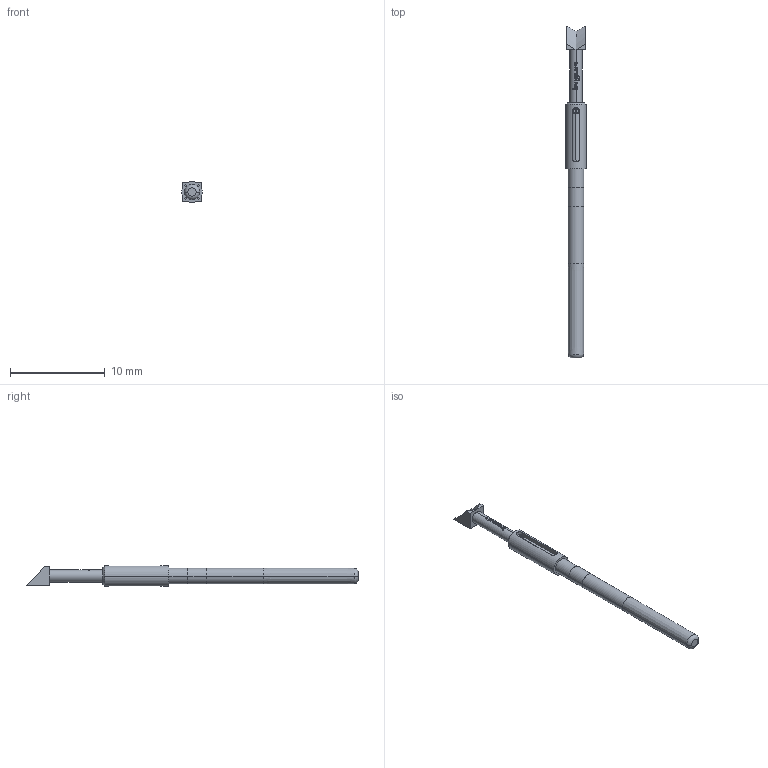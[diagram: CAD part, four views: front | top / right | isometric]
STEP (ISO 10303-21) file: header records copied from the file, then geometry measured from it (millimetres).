
FILE_DESCRIPTION (( 'STEP AP203' ), '1' );
FILE_NAME ('INGUN_GKS-710_226_200_A_xx07_S.STEP', '2021-12-20T09:31:17', ( 'ochi' ), ( '' ), 'SwSTEP 2.0', 'SolidWorks 2018', '' );
FILE_SCHEMA (( 'CONFIG_CONTROL_DESIGN' ));
Length unit declared in the file: millimetre
Products named in the file (1): INGUN_GKS-710_226_200_A_xx07_S
Bounding box: 2.2 x 35.1 x 2.2 mm (x, y, z)
Volume: 77.3 mm3; surface area: 211.6 mm2
Topology: 1 solids, 1 shells, 132 faces, 351 edges, 230 vertices
Faces by surface type: plane 63, cylinder 33, bspline 24, cone 10, torus 2
Entity records: 4531 total; most frequent: CARTESIAN_POINT 1359, ORIENTED_EDGE 702, DIRECTION 562, EDGE_CURVE 351, VERTEX_POINT 230, AXIS2_PLACEMENT_3D 211, EDGE_LOOP 141, VECTOR 140
